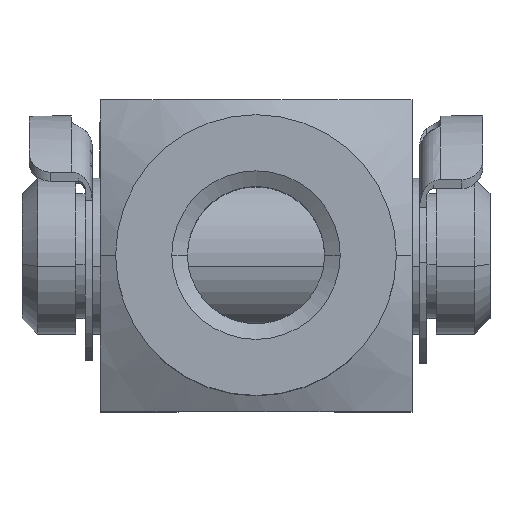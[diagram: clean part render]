
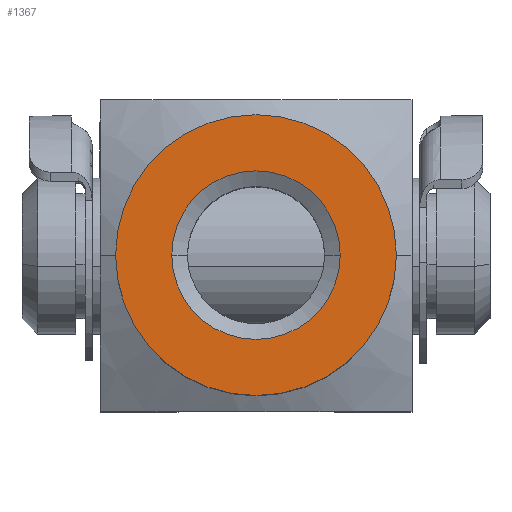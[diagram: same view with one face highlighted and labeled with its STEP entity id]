
A CAD part, top view. The second image highlights one B-rep face of the part: STEP entity #1367.
In plain terms, the highlighted planar face has unit normal (0, 0, 1).
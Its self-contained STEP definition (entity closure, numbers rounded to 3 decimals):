
#503 = ORIENTED_EDGE ( 'NONE', *, *, #1435, .T. ) ;
#562 = ORIENTED_EDGE ( 'NONE', *, *, #2919, .T. ) ;
#564 = ORIENTED_EDGE ( 'NONE', *, *, #2928, .T. ) ;
#678 = ORIENTED_EDGE ( 'NONE', *, *, #1441, .T. ) ;
#800 = EDGE_LOOP ( 'NONE', ( #562, #564 ) ) ;
#801 = EDGE_LOOP ( 'NONE', ( #503, #678 ) ) ;
#883 = FACE_BOUND ( 'NONE', #800, .T. ) ;
#888 = FACE_OUTER_BOUND ( 'NONE', #801, .T. ) ;
#1014 = CIRCLE ( 'NONE', #2795, 9. ) ;
#1020 = CIRCLE ( 'NONE', #2793, 9. ) ;
#1233 = CIRCLE ( 'NONE', #2874, 5.4 ) ;
#1241 = CIRCLE ( 'NONE', #2875, 5.4 ) ;
#1367 = ADVANCED_FACE ( 'NONE', ( #883, #888 ), #1921, .T. ) ;
#1435 = EDGE_CURVE ( 'NONE', #1812, #1811, #1014, .T. ) ;
#1441 = EDGE_CURVE ( 'NONE', #1811, #1812, #1020, .T. ) ;
#1510 = CARTESIAN_POINT ( 'NONE',  ( 0., 0., 52. ) ) ;
#1517 = DIRECTION ( 'NONE',  ( 0., 0., -1. ) ) ;
#1518 = DIRECTION ( 'NONE',  ( 1., 0., 0. ) ) ;
#1554 = CARTESIAN_POINT ( 'NONE',  ( 0., 0., 52. ) ) ;
#1555 = DIRECTION ( 'NONE',  ( 0., 0., -1. ) ) ;
#1556 = DIRECTION ( 'NONE',  ( 1., 0., 0. ) ) ;
#1801 = VERTEX_POINT ( 'NONE', #2462 ) ;
#1802 = VERTEX_POINT ( 'NONE', #2463 ) ;
#1811 = VERTEX_POINT ( 'NONE', #2472 ) ;
#1812 = VERTEX_POINT ( 'NONE', #2473 ) ;
#1920 = CARTESIAN_POINT ( 'NONE',  ( 0., 0., 52. ) ) ;
#1921 = PLANE ( 'NONE',  #2709 ) ;
#1922 = DIRECTION ( 'NONE',  ( 0., 0., 1. ) ) ;
#1923 = DIRECTION ( 'NONE',  ( 1., 0., 0. ) ) ;
#2122 = CARTESIAN_POINT ( 'NONE',  ( 0., 0., 52. ) ) ;
#2155 = DIRECTION ( 'NONE',  ( 0., 0., 1. ) ) ;
#2156 = DIRECTION ( 'NONE',  ( 1., 0., 0. ) ) ;
#2180 = CARTESIAN_POINT ( 'NONE',  ( 0., 0., 52. ) ) ;
#2181 = DIRECTION ( 'NONE',  ( 0., 0., 1. ) ) ;
#2182 = DIRECTION ( 'NONE',  ( 1., 0., 0. ) ) ;
#2462 = CARTESIAN_POINT ( 'NONE',  ( -5.4, 0., 52. ) ) ;
#2463 = CARTESIAN_POINT ( 'NONE',  ( 5.4, 0., 52. ) ) ;
#2472 = CARTESIAN_POINT ( 'NONE',  ( -9., 0., 52. ) ) ;
#2473 = CARTESIAN_POINT ( 'NONE',  ( 9., 0., 52. ) ) ;
#2709 = AXIS2_PLACEMENT_3D ( 'NONE', #1920, #1922, #1923 ) ;
#2793 = AXIS2_PLACEMENT_3D ( 'NONE', #2180, #2181, #2182 ) ;
#2795 = AXIS2_PLACEMENT_3D ( 'NONE', #2122, #2155, #2156 ) ;
#2874 = AXIS2_PLACEMENT_3D ( 'NONE', #1510, #1517, #1518 ) ;
#2875 = AXIS2_PLACEMENT_3D ( 'NONE', #1554, #1555, #1556 ) ;
#2919 = EDGE_CURVE ( 'NONE', #1802, #1801, #1233, .T. ) ;
#2928 = EDGE_CURVE ( 'NONE', #1801, #1802, #1241, .T. ) ;
